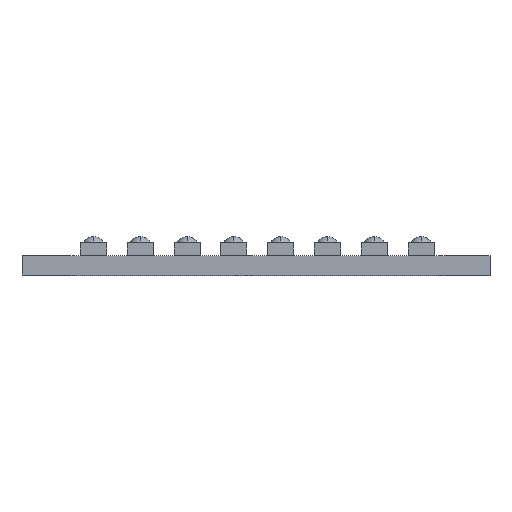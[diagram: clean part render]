
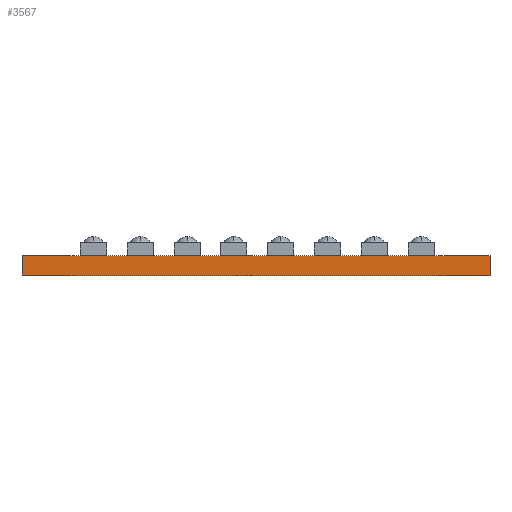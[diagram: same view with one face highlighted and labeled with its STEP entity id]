
A CAD part, top view. The second image highlights one B-rep face of the part: STEP entity #3567.
In plain terms, the highlighted planar face has unit normal (0, 0, 1).
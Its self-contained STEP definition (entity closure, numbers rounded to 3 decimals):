
#604 = CARTESIAN_POINT ( 'NONE',  ( 36., 0., 0. ) ) ;
#659 = PLANE ( 'NONE',  #5613 ) ;
#1020 = CARTESIAN_POINT ( 'NONE',  ( 0., 1.5, 0. ) ) ;
#1667 = LINE ( 'NONE', #3385, #2475 ) ;
#1678 = CARTESIAN_POINT ( 'NONE',  ( 0., 1.5, 0. ) ) ;
#1688 = EDGE_CURVE ( 'NONE', #5012, #3698, #1667, .T. ) ;
#1949 = CARTESIAN_POINT ( 'NONE',  ( 0., 1.5, 0. ) ) ;
#2475 = VECTOR ( 'NONE', #3197, 1000. ) ;
#3197 = DIRECTION ( 'NONE',  ( 0., -1., 0. ) ) ;
#3385 = CARTESIAN_POINT ( 'NONE',  ( 36., 1.5, 0. ) ) ;
#3392 = LINE ( 'NONE', #1020, #7733 ) ;
#3478 = LINE ( 'NONE', #1678, #11368 ) ;
#3567 = ADVANCED_FACE ( 'NONE', ( #7272 ), #659, .F. ) ;
#3698 = VERTEX_POINT ( 'NONE', #604 ) ;
#3709 = CARTESIAN_POINT ( 'NONE',  ( 0., 0., 0. ) ) ;
#3868 = VECTOR ( 'NONE', #6621, 1000. ) ;
#3884 = DIRECTION ( 'NONE',  ( -1., 0., 0. ) ) ;
#4546 = EDGE_LOOP ( 'NONE', ( #9845, #11591, #11363, #4671 ) ) ;
#4669 = LINE ( 'NONE', #11967, #3868 ) ;
#4671 = ORIENTED_EDGE ( 'NONE', *, *, #11923, .T. ) ;
#5012 = VERTEX_POINT ( 'NONE', #6412 ) ;
#5595 = EDGE_CURVE ( 'NONE', #6133, #5012, #3478, .T. ) ;
#5613 = AXIS2_PLACEMENT_3D ( 'NONE', #12347, #13094, #3884 ) ;
#6133 = VERTEX_POINT ( 'NONE', #1949 ) ;
#6412 = CARTESIAN_POINT ( 'NONE',  ( 36., 1.5, 0. ) ) ;
#6621 = DIRECTION ( 'NONE',  ( 1., 0., 0. ) ) ;
#7272 = FACE_OUTER_BOUND ( 'NONE', #4546, .T. ) ;
#7733 = VECTOR ( 'NONE', #10240, 1000. ) ;
#8845 = EDGE_CURVE ( 'NONE', #9506, #3698, #4669, .T. ) ;
#9506 = VERTEX_POINT ( 'NONE', #3709 ) ;
#9845 = ORIENTED_EDGE ( 'NONE', *, *, #8845, .T. ) ;
#10240 = DIRECTION ( 'NONE',  ( 0., -1., 0. ) ) ;
#11168 = DIRECTION ( 'NONE',  ( 1., 0., 0. ) ) ;
#11363 = ORIENTED_EDGE ( 'NONE', *, *, #5595, .F. ) ;
#11368 = VECTOR ( 'NONE', #11168, 1000. ) ;
#11591 = ORIENTED_EDGE ( 'NONE', *, *, #1688, .F. ) ;
#11923 = EDGE_CURVE ( 'NONE', #6133, #9506, #3392, .T. ) ;
#11967 = CARTESIAN_POINT ( 'NONE',  ( 0., 0., 0. ) ) ;
#12347 = CARTESIAN_POINT ( 'NONE',  ( 0., 1.5, 0. ) ) ;
#13094 = DIRECTION ( 'NONE',  ( 0., 0., -1. ) ) ;
